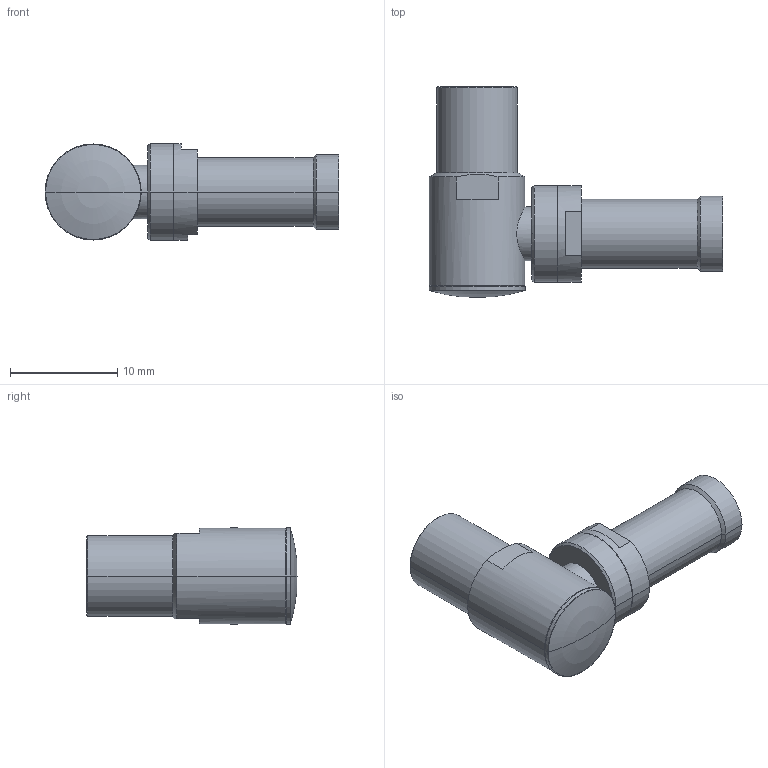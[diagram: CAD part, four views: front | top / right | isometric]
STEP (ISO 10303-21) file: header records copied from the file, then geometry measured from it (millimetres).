
FILE_DESCRIPTION (( 'STEP AP214' ), '1' );
FILE_NAME ('FMCN5448_3D.step', '2025-05-23T15:53:49', ( '' ), ( '' ), 'SwSTEP 2.0', 'SolidWorks 2022', '' );
FILE_SCHEMA (( 'AUTOMOTIVE_DESIGN' ));
Length unit declared in the file: inch
Products named in the file (3): upload_smb3100-9058-ip671^FMCN5448; upload_smb3100-9058-ip672^FMCN5448; FMCN5448_3D
Assembly tree (2 placements, depth 2):
  FMCN5448_3D
    upload_smb3100-9058-ip671^FMCN5448
    upload_smb3100-9058-ip672^FMCN5448
Bounding box: 27.38 x 19.62 x 9 mm (x, y, z)
Volume: 1494.8 mm3; surface area: 1898.8 mm2
Topology: 2 solids, 2 shells, 147 faces, 374 edges, 241 vertices
Faces by surface type: cylinder 48, plane 48, cone 45, torus 6
Entity records: 4774 total; most frequent: CARTESIAN_POINT 1017, DIRECTION 812, ORIENTED_EDGE 744, EDGE_CURVE 372, AXIS2_PLACEMENT_3D 328, VERTEX_POINT 241, CIRCLE 176, EDGE_LOOP 161
